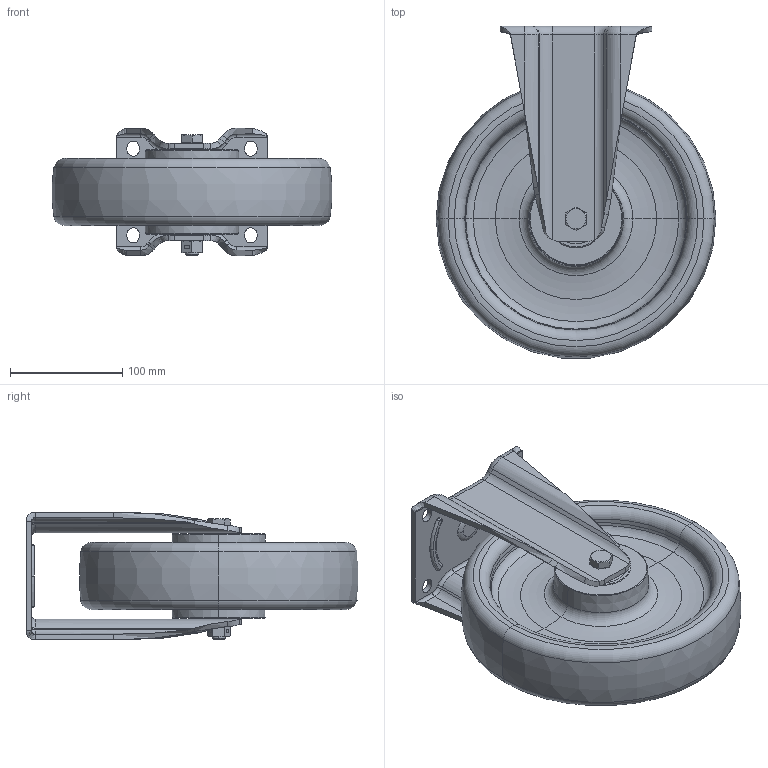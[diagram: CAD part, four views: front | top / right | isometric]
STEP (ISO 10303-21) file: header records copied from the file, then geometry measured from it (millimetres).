
FILE_DESCRIPTION (( 'STEP AP214' ), '1' );
FILE_NAME ('0034341.step', '2020-04-22T09:49:48', ( '' ), ( '' ), 'SwSTEP 2.0', 'SolidWorks 2018', '' );
FILE_SCHEMA (( 'AUTOMOTIVE_DESIGN' ));
Length unit declared in the file: millimetre
Products named in the file (1): 0034341
Bounding box: 249.66 x 296.15 x 114 mm (x, y, z)
Volume: 2082794.9 mm3; surface area: 315771.9 mm2
Topology: 16 solids, 16 shells, 464 faces, 1014 edges, 598 vertices
Faces by surface type: cylinder 174, plane 130, torus 106, cone 28, bspline 16, sphere 10
Entity records: 19009 total; most frequent: CARTESIAN_POINT 3355, DIRECTION 2378, ORIENTED_EDGE 2012, AXIS2_PLACEMENT_3D 1007, EDGE_CURVE 1006, VERTEX_POINT 594, CIRCLE 558, EDGE_LOOP 524
